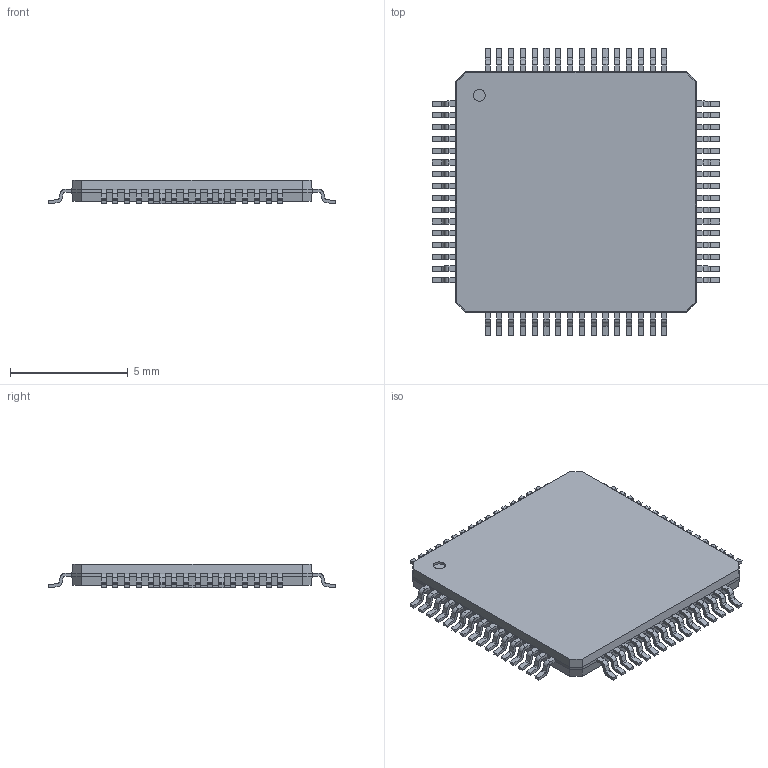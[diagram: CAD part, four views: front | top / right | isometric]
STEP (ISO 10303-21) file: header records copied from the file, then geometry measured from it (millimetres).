
FILE_DESCRIPTION((''),'2;1');
FILE_NAME('QFP50P1200X1200X100-65N-S342.stp','2011-11-01T11:05:20',(''),(''),'Mechanical Desktop 2011','Mechanical Desktop 2011',', , ');
FILE_SCHEMA(('AUTOMOTIVE_DESIGN { 1 2 10303 214 1 1 1 1 }'));
Length unit declared in the file: millimetre
Products named in the file (1): Product
Bounding box: 12.2 x 12.2 x 1 mm (x, y, z)
Volume: 96.1 mm3; surface area: 325.5 mm2
Topology: 66 solids, 66 shells, 931 faces, 2378 edges, 1580 vertices
Faces by surface type: bspline 448, plane 353, cylinder 130
Entity records: 29691 total; most frequent: CARTESIAN_POINT 8026, ORIENTED_EDGE 4756, DIRECTION 3862, EDGE_CURVE 2378, VECTOR 1862, LINE 1862, VERTEX_POINT 1580, AXIS2_PLACEMENT_3D 1000
